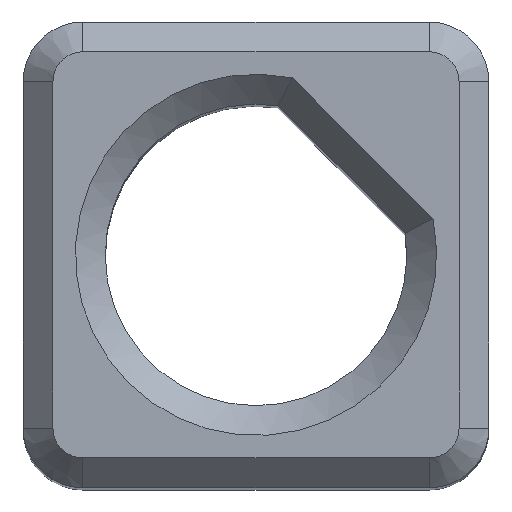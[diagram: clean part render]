
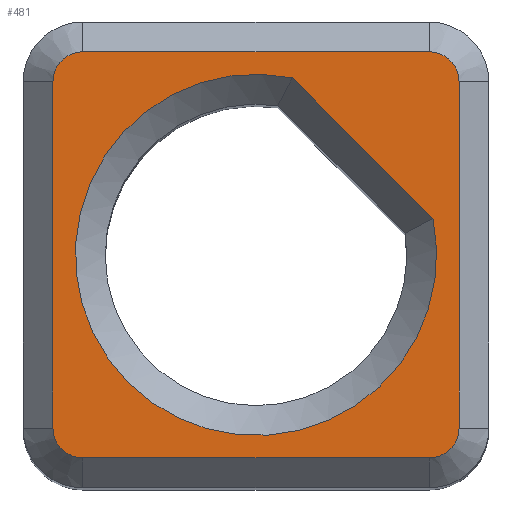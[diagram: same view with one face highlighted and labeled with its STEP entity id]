
A CAD part, top view. The second image highlights one B-rep face of the part: STEP entity #481.
In plain terms, the highlighted planar face has unit normal (0, 0, 1).
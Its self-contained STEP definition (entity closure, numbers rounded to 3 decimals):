
#34=FACE_BOUND('',#69,.T.);
#36=FACE_OUTER_BOUND('',#68,.T.);
#68=EDGE_LOOP('',(#324,#325,#326,#327,#328,#329,#330,#331));
#69=EDGE_LOOP('',(#332,#333));
#102=CIRCLE('',#528,0.5);
#103=CIRCLE('',#529,0.5);
#104=CIRCLE('',#530,0.5);
#105=CIRCLE('',#531,0.5);
#106=CIRCLE('',#532,3.025);
#122=LINE('',#735,#168);
#123=LINE('',#739,#169);
#124=LINE('',#743,#170);
#125=LINE('',#747,#171);
#126=LINE('',#752,#172);
#168=VECTOR('',#583,1000.);
#169=VECTOR('',#586,1000.);
#170=VECTOR('',#589,1000.);
#171=VECTOR('',#592,1000.);
#172=VECTOR('',#597,1000.);
#214=VERTEX_POINT('',#733);
#215=VERTEX_POINT('',#734);
#216=VERTEX_POINT('',#736);
#217=VERTEX_POINT('',#738);
#218=VERTEX_POINT('',#740);
#219=VERTEX_POINT('',#742);
#220=VERTEX_POINT('',#744);
#221=VERTEX_POINT('',#746);
#222=VERTEX_POINT('',#749);
#223=VERTEX_POINT('',#750);
#254=EDGE_CURVE('',#214,#215,#122,.T.);
#255=EDGE_CURVE('',#215,#216,#102,.T.);
#256=EDGE_CURVE('',#216,#217,#123,.T.);
#257=EDGE_CURVE('',#217,#218,#103,.T.);
#258=EDGE_CURVE('',#218,#219,#124,.T.);
#259=EDGE_CURVE('',#219,#220,#104,.T.);
#260=EDGE_CURVE('',#220,#221,#125,.T.);
#261=EDGE_CURVE('',#221,#214,#105,.T.);
#262=EDGE_CURVE('',#222,#223,#106,.T.);
#263=EDGE_CURVE('',#223,#222,#126,.T.);
#324=ORIENTED_EDGE('',*,*,#254,.T.);
#325=ORIENTED_EDGE('',*,*,#255,.T.);
#326=ORIENTED_EDGE('',*,*,#256,.T.);
#327=ORIENTED_EDGE('',*,*,#257,.T.);
#328=ORIENTED_EDGE('',*,*,#258,.T.);
#329=ORIENTED_EDGE('',*,*,#259,.T.);
#330=ORIENTED_EDGE('',*,*,#260,.T.);
#331=ORIENTED_EDGE('',*,*,#261,.T.);
#332=ORIENTED_EDGE('',*,*,#262,.T.);
#333=ORIENTED_EDGE('',*,*,#263,.T.);
#464=PLANE('',#527);
#481=ADVANCED_FACE('',(#36,#34),#464,.F.);
#527=AXIS2_PLACEMENT_3D('',#732,#581,#582);
#528=AXIS2_PLACEMENT_3D('',#737,#584,#585);
#529=AXIS2_PLACEMENT_3D('',#741,#587,#588);
#530=AXIS2_PLACEMENT_3D('',#745,#590,#591);
#531=AXIS2_PLACEMENT_3D('',#748,#593,#594);
#532=AXIS2_PLACEMENT_3D('',#751,#595,#596);
#581=DIRECTION('center_axis',(0.,0.,-1.));
#582=DIRECTION('ref_axis',(-1.,0.,0.));
#583=DIRECTION('',(-1.,0.,0.));
#584=DIRECTION('center_axis',(0.,0.,1.));
#585=DIRECTION('ref_axis',(-1.,0.,0.));
#586=DIRECTION('',(0.,-1.,0.));
#587=DIRECTION('center_axis',(0.,0.,1.));
#588=DIRECTION('ref_axis',(-1.,0.,0.));
#589=DIRECTION('',(1.,0.,0.));
#590=DIRECTION('center_axis',(0.,0.,1.));
#591=DIRECTION('ref_axis',(-1.,0.,0.));
#592=DIRECTION('',(0.,1.,0.));
#593=DIRECTION('center_axis',(0.,0.,1.));
#594=DIRECTION('ref_axis',(-1.,0.,0.));
#595=DIRECTION('center_axis',(0.,0.,-1.));
#596=DIRECTION('ref_axis',(-1.,0.,0.));
#597=DIRECTION('',(0.707,-0.707,0.));
#732=CARTESIAN_POINT('Origin',(0.,0.,22.));
#733=CARTESIAN_POINT('',(2.9,3.4,22.));
#734=CARTESIAN_POINT('',(-2.9,3.4,22.));
#735=CARTESIAN_POINT('',(0.,3.4,22.));
#736=CARTESIAN_POINT('',(-3.4,2.9,22.));
#737=CARTESIAN_POINT('Origin',(-2.9,2.9,22.));
#738=CARTESIAN_POINT('',(-3.4,-2.9,22.));
#739=CARTESIAN_POINT('',(-3.4,0.,22.));
#740=CARTESIAN_POINT('',(-2.9,-3.4,22.));
#741=CARTESIAN_POINT('Origin',(-2.9,-2.9,22.));
#742=CARTESIAN_POINT('',(2.9,-3.4,22.));
#743=CARTESIAN_POINT('',(0.,-3.4,22.));
#744=CARTESIAN_POINT('',(3.4,-2.9,22.));
#745=CARTESIAN_POINT('Origin',(2.9,-2.9,22.));
#746=CARTESIAN_POINT('',(3.4,2.9,22.));
#747=CARTESIAN_POINT('',(3.4,0.,22.));
#748=CARTESIAN_POINT('Origin',(2.9,2.9,22.));
#749=CARTESIAN_POINT('',(2.963,0.608,22.));
#750=CARTESIAN_POINT('',(0.608,2.963,22.));
#751=CARTESIAN_POINT('Origin',(0.,0.,
22.));
#752=CARTESIAN_POINT('',(2.852,0.719,22.));
